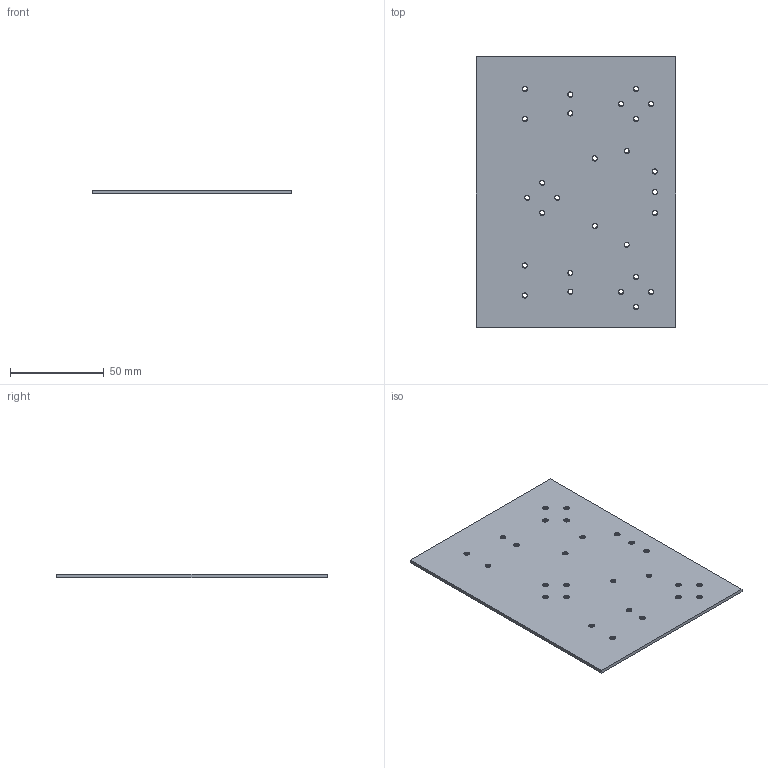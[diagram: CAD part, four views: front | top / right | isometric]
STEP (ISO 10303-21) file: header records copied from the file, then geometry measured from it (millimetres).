
FILE_DESCRIPTION(/* description */ (''),/* implementation_level */ '2;1');
FILE_NAME(/* name */ '',/* time_stamp */ '2024-07-17T19:08:55+08:00',/* author */ (''),/* organization */ (''),/* preprocessor_version */ 'ST-DEVELOPER v20',/* originating_system */ 'Autodesk Translation Framework v13.14.0.145',/* authorisation */ '');
FILE_SCHEMA (('AUTOMOTIVE_DESIGN { 1 0 10303 214 3 1 1 }'));
Length unit declared in the file: millimetre
Products named in the file (1): 下板
Bounding box: 106 x 144 x 1.75 mm (x, y, z)
Volume: 26428.3 mm3; surface area: 31754.8 mm2
Topology: 1 solids, 1 shells, 303 faces, 903 edges, 602 vertices
Faces by surface type: cylinder 243, bspline 54, plane 6
Full cylindrical faces by diameter (mm): 2.529 x54, 3.086 x51
Entity records: 29808 total; most frequent: CARTESIAN_POINT 22761, ORIENTED_EDGE 1806, DIRECTION 917, EDGE_CURVE 903, VERTEX_POINT 602, B_SPLINE_CURVE_WITH_KNOTS 594, AXIS2_PLACEMENT_3D 358, EDGE_LOOP 357
